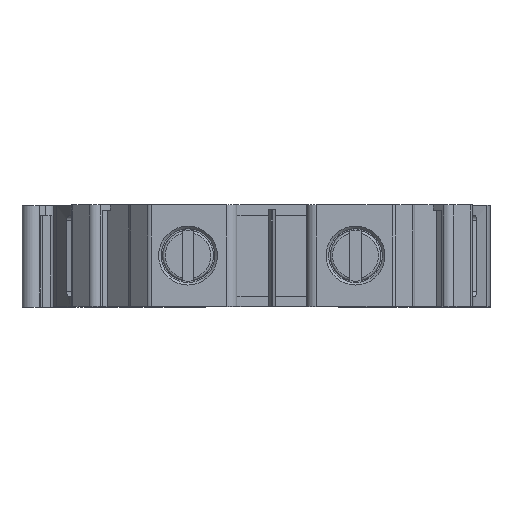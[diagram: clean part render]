
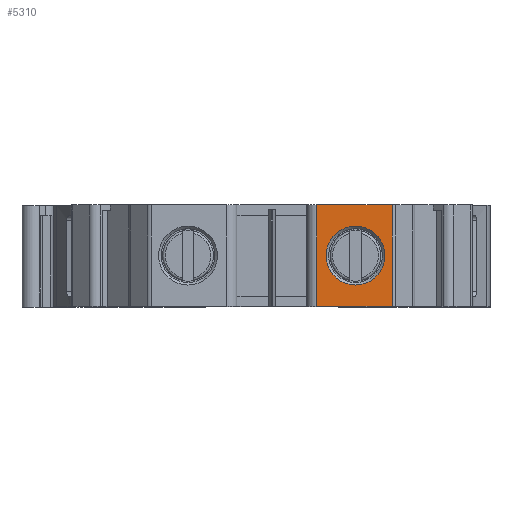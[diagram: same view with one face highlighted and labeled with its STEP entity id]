
A CAD part, top view. The second image highlights one B-rep face of the part: STEP entity #5310.
In plain terms, the highlighted planar face has unit normal (0, 0, 1).
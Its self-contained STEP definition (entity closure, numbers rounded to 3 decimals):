
#272=CIRCLE('',#5559,2.9);
#1045=ORIENTED_EDGE('',*,*,#1717,.T.);
#1046=ORIENTED_EDGE('',*,*,#1909,.T.);
#1047=ORIENTED_EDGE('',*,*,#1910,.T.);
#1048=ORIENTED_EDGE('',*,*,#1514,.F.);
#1049=ORIENTED_EDGE('',*,*,#1906,.T.);
#1514=EDGE_CURVE('',#2080,#2081,#2433,.T.);
#1717=EDGE_CURVE('',#2238,#2238,#272,.T.);
#1906=EDGE_CURVE('',#2080,#2345,#2670,.F.);
#1909=EDGE_CURVE('',#2345,#2347,#2672,.T.);
#1910=EDGE_CURVE('',#2347,#2081,#2673,.T.);
#2080=VERTEX_POINT('',#7025);
#2081=VERTEX_POINT('',#7027);
#2238=VERTEX_POINT('',#7538);
#2345=VERTEX_POINT('',#7948);
#2347=VERTEX_POINT('',#7954);
#2433=LINE('',#7026,#2776);
#2670=LINE('',#7947,#3013);
#2672=LINE('',#7953,#3015);
#2673=LINE('',#7955,#3016);
#2776=VECTOR('',#5863,1000.);
#3013=VECTOR('',#6624,1000.);
#3015=VECTOR('',#6630,1000.);
#3016=VECTOR('',#6631,1000.);
#3248=EDGE_LOOP('',(#1045));
#3249=EDGE_LOOP('',(#1046,#1047,#1048,#1049));
#3478=FACE_BOUND('',#3248,.T.);
#3479=FACE_BOUND('',#3249,.T.);
#3626=PLANE('',#5680);
#5310=ADVANCED_FACE('',(#3478,#3479),#3626,.F.);
#5559=AXIS2_PLACEMENT_3D('',#7537,#6240,#6241);
#5680=AXIS2_PLACEMENT_3D('',#7952,#6628,#6629);
#5863=DIRECTION('',(1.,0.,0.));
#6240=DIRECTION('',(0.,0.,-1.));
#6241=DIRECTION('',(-1.,0.,0.));
#6624=DIRECTION('',(0.,1.,0.));
#6628=DIRECTION('',(0.,0.,-1.));
#6629=DIRECTION('',(-1.,0.,0.));
#6630=DIRECTION('',(1.,0.,0.));
#6631=DIRECTION('',(0.,1.,0.));
#7025=CARTESIAN_POINT('',(4.425,5.,17.));
#7026=CARTESIAN_POINT('',(-27.5,5.,17.));
#7027=CARTESIAN_POINT('',(11.863,5.,17.));
#7537=CARTESIAN_POINT('',(8.25,0.,17.));
#7538=CARTESIAN_POINT('',(5.35,0.,17.));
#7947=CARTESIAN_POINT('',(4.425,5.,17.));
#7948=CARTESIAN_POINT('',(4.425,-5.,17.));
#7952=CARTESIAN_POINT('',(-27.5,5.,17.));
#7953=CARTESIAN_POINT('',(-27.5,-5.,17.));
#7954=CARTESIAN_POINT('',(11.863,-5.,17.));
#7955=CARTESIAN_POINT('',(11.863,5.,17.));
